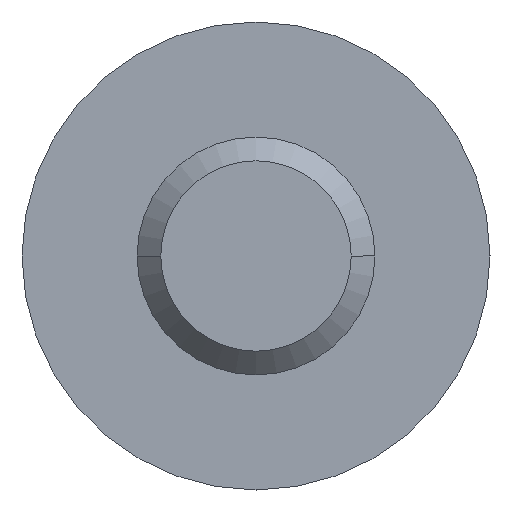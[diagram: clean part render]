
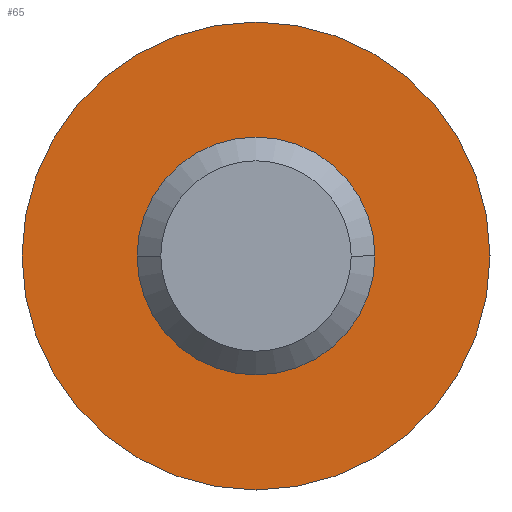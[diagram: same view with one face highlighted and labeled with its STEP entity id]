
A CAD part, front view. The second image highlights one B-rep face of the part: STEP entity #65.
In plain terms, the highlighted planar face has unit normal (0, -1, 0).
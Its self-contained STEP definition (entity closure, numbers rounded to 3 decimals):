
#6 = ORIENTED_EDGE ( 'NONE', *, *, #374, .F. ) ;
#9 = DIRECTION ( 'NONE',  ( 0., 1., 0. ) ) ;
#10 = FACE_BOUND ( 'NONE', #341, .T. ) ;
#13 = CARTESIAN_POINT ( 'NONE',  ( 1.5, 20., 0. ) ) ;
#16 = EDGE_CURVE ( 'NONE', #121, #454, #440, .T. ) ;
#30 = ORIENTED_EDGE ( 'NONE', *, *, #16, .F. ) ;
#47 = PLANE ( 'NONE',  #112 ) ;
#56 = DIRECTION ( 'NONE',  ( -1., 0., 0. ) ) ;
#62 = CIRCLE ( 'NONE', #266, 1.5 ) ;
#65 = ADVANCED_FACE ( 'NONE', ( #386, #10 ), #47, .F. ) ;
#73 = DIRECTION ( 'NONE',  ( 0., 1., 0. ) ) ;
#83 = VERTEX_POINT ( 'NONE', #291 ) ;
#89 = AXIS2_PLACEMENT_3D ( 'NONE', #455, #259, #303 ) ;
#98 = EDGE_CURVE ( 'NONE', #83, #346, #62, .T. ) ;
#112 = AXIS2_PLACEMENT_3D ( 'NONE', #13, #9, #149 ) ;
#121 = VERTEX_POINT ( 'NONE', #282 ) ;
#141 = EDGE_LOOP ( 'NONE', ( #6, #30 ) ) ;
#148 = CARTESIAN_POINT ( 'NONE',  ( 0., 20., 0. ) ) ;
#149 = DIRECTION ( 'NONE',  ( -1., 0., 0. ) ) ;
#182 = DIRECTION ( 'NONE',  ( 0., 1., 0. ) ) ;
#190 = AXIS2_PLACEMENT_3D ( 'NONE', #299, #73, #265 ) ;
#213 = AXIS2_PLACEMENT_3D ( 'NONE', #432, #424, #278 ) ;
#224 = CIRCLE ( 'NONE', #89, 2.95 ) ;
#259 = DIRECTION ( 'NONE',  ( 0., 1., 0. ) ) ;
#260 = ORIENTED_EDGE ( 'NONE', *, *, #98, .T. ) ;
#265 = DIRECTION ( 'NONE',  ( -1., 0., 0. ) ) ;
#266 = AXIS2_PLACEMENT_3D ( 'NONE', #148, #182, #56 ) ;
#278 = DIRECTION ( 'NONE',  ( -1., 0., 0. ) ) ;
#282 = CARTESIAN_POINT ( 'NONE',  ( 2.95, 20., 0. ) ) ;
#283 = EDGE_CURVE ( 'NONE', #346, #83, #406, .T. ) ;
#291 = CARTESIAN_POINT ( 'NONE',  ( 1.5, 20., 0. ) ) ;
#299 = CARTESIAN_POINT ( 'NONE',  ( 0., 20., 0. ) ) ;
#303 = DIRECTION ( 'NONE',  ( -1., 0., 0. ) ) ;
#322 = ORIENTED_EDGE ( 'NONE', *, *, #283, .T. ) ;
#335 = CARTESIAN_POINT ( 'NONE',  ( -1.5, 20., 0. ) ) ;
#341 = EDGE_LOOP ( 'NONE', ( #322, #260 ) ) ;
#342 = CARTESIAN_POINT ( 'NONE',  ( -2.95, 20., 0. ) ) ;
#346 = VERTEX_POINT ( 'NONE', #335 ) ;
#374 = EDGE_CURVE ( 'NONE', #454, #121, #224, .T. ) ;
#386 = FACE_OUTER_BOUND ( 'NONE', #141, .T. ) ;
#406 = CIRCLE ( 'NONE', #190, 1.5 ) ;
#424 = DIRECTION ( 'NONE',  ( 0., 1., 0. ) ) ;
#432 = CARTESIAN_POINT ( 'NONE',  ( 0., 20., 0. ) ) ;
#440 = CIRCLE ( 'NONE', #213, 2.95 ) ;
#454 = VERTEX_POINT ( 'NONE', #342 ) ;
#455 = CARTESIAN_POINT ( 'NONE',  ( 0., 20., 0. ) ) ;
